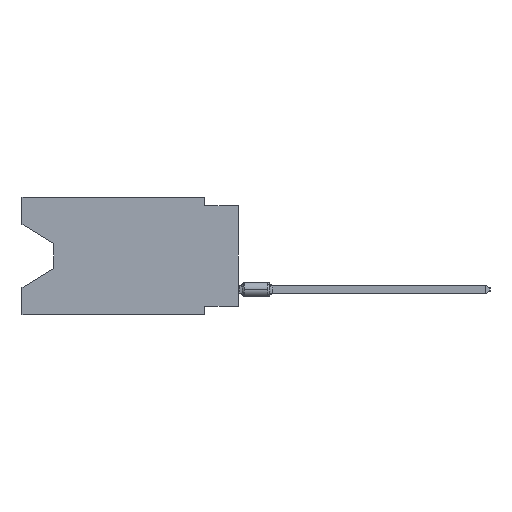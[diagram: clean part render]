
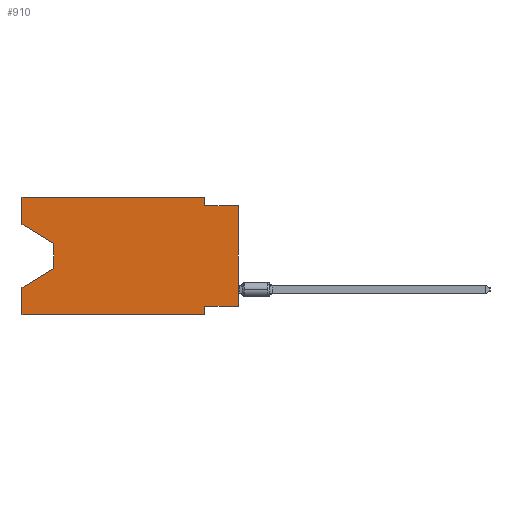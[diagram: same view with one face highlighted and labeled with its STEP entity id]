
A CAD part, left-side view. The second image highlights one B-rep face of the part: STEP entity #910.
In plain terms, the highlighted planar face has unit normal (-1, 0, 0).
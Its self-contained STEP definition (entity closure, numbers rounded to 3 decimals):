
#135 = EDGE_CURVE ( 'NONE', #21450, #11123, #23283, .T. ) ;
#565 = LINE ( 'NONE', #24720, #38976 ) ;
#839 = VERTEX_POINT ( 'NONE', #13736 ) ;
#910 = ADVANCED_FACE ( 'NONE', ( #39219 ), #35450, .F. ) ;
#1871 = CARTESIAN_POINT ( 'NONE',  ( 0., 2.54, 0. ) ) ;
#2054 = CARTESIAN_POINT ( 'NONE',  ( 0., 0., -0.635 ) ) ;
#2498 = LINE ( 'NONE', #20418, #13956 ) ;
#3231 = EDGE_CURVE ( 'NONE', #24911, #34074, #19962, .T. ) ;
#3271 = EDGE_CURVE ( 'NONE', #839, #15135, #19755, .T. ) ;
#4828 = VERTEX_POINT ( 'NONE', #25848 ) ;
#5172 = ORIENTED_EDGE ( 'NONE', *, *, #28457, .F. ) ;
#5408 = ORIENTED_EDGE ( 'NONE', *, *, #3231, .T. ) ;
#6271 = EDGE_CURVE ( 'NONE', #9267, #24911, #27515, .T. ) ;
#6656 = CARTESIAN_POINT ( 'NONE',  ( 0., 2.54, -8.89 ) ) ;
#7377 = DIRECTION ( 'NONE',  ( 0., 0., -1. ) ) ;
#7888 = DIRECTION ( 'NONE',  ( 1., 0., 0. ) ) ;
#8121 = EDGE_CURVE ( 'NONE', #15135, #4828, #25696, .T. ) ;
#8578 = DIRECTION ( 'NONE',  ( 0., 0., 1. ) ) ;
#8836 = ORIENTED_EDGE ( 'NONE', *, *, #6271, .T. ) ;
#8960 = ORIENTED_EDGE ( 'NONE', *, *, #33796, .T. ) ;
#9078 = ORIENTED_EDGE ( 'NONE', *, *, #14452, .F. ) ;
#9226 = DIRECTION ( 'NONE',  ( 0., 1., 0. ) ) ;
#9267 = VERTEX_POINT ( 'NONE', #33827 ) ;
#10019 = ORIENTED_EDGE ( 'NONE', *, *, #14492, .F. ) ;
#10283 = VECTOR ( 'NONE', #15615, 1000. ) ;
#11123 = VERTEX_POINT ( 'NONE', #2054 ) ;
#11461 = LINE ( 'NONE', #30361, #21623 ) ;
#11564 = CARTESIAN_POINT ( 'NONE',  ( 0., 16.383, -6.852 ) ) ;
#11771 = VECTOR ( 'NONE', #27721, 1000. ) ;
#12037 = CARTESIAN_POINT ( 'NONE',  ( 0., 16.383, 0. ) ) ;
#13736 = CARTESIAN_POINT ( 'NONE',  ( 0., 16.383, 0. ) ) ;
#13916 = CARTESIAN_POINT ( 'NONE',  ( 0., 16.383, 0. ) ) ;
#13922 = VECTOR ( 'NONE', #9226, 1000. ) ;
#13956 = VECTOR ( 'NONE', #29681, 1000. ) ;
#14422 = LINE ( 'NONE', #21857, #10283 ) ;
#14452 = EDGE_CURVE ( 'NONE', #4828, #11123, #11461, .T. ) ;
#14492 = EDGE_CURVE ( 'NONE', #21450, #15576, #23534, .T. ) ;
#14818 = CARTESIAN_POINT ( 'NONE',  ( 0., 0., 0. ) ) ;
#15079 = VERTEX_POINT ( 'NONE', #32386 ) ;
#15135 = VERTEX_POINT ( 'NONE', #1871 ) ;
#15444 = CARTESIAN_POINT ( 'NONE',  ( 0., 13.97, -3.505 ) ) ;
#15513 = CARTESIAN_POINT ( 'NONE',  ( 0., 16.383, -8.89 ) ) ;
#15576 = VERTEX_POINT ( 'NONE', #26779 ) ;
#15615 = DIRECTION ( 'NONE',  ( 0., -1., 0. ) ) ;
#15734 = VECTOR ( 'NONE', #37877, 1000. ) ;
#15878 = CARTESIAN_POINT ( 'NONE',  ( 0., 2.54, -8.89 ) ) ;
#16775 = CARTESIAN_POINT ( 'NONE',  ( 0., 0., -8.255 ) ) ;
#16943 = CARTESIAN_POINT ( 'NONE',  ( 0., 13.97, -5.385 ) ) ;
#18313 = VECTOR ( 'NONE', #38072, 1000. ) ;
#18759 = AXIS2_PLACEMENT_3D ( 'NONE', #12037, #7888, #36381 ) ;
#18812 = ORIENTED_EDGE ( 'NONE', *, *, #3271, .F. ) ;
#18889 = DIRECTION ( 'NONE',  ( 0., 0., 1. ) ) ;
#19755 = LINE ( 'NONE', #13916, #18313 ) ;
#19962 = LINE ( 'NONE', #16943, #15734 ) ;
#20418 = CARTESIAN_POINT ( 'NONE',  ( 0., 16.383, 0. ) ) ;
#20772 = VERTEX_POINT ( 'NONE', #15878 ) ;
#21063 = VECTOR ( 'NONE', #21386, 1000. ) ;
#21386 = DIRECTION ( 'NONE',  ( 0., -0.855, -0.519 ) ) ;
#21450 = VERTEX_POINT ( 'NONE', #16775 ) ;
#21623 = VECTOR ( 'NONE', #33386, 1000. ) ;
#21857 = CARTESIAN_POINT ( 'NONE',  ( 0., 16.383, -8.89 ) ) ;
#23077 = ORIENTED_EDGE ( 'NONE', *, *, #28851, .F. ) ;
#23139 = ORIENTED_EDGE ( 'NONE', *, *, #135, .T. ) ;
#23283 = LINE ( 'NONE', #14818, #31533 ) ;
#23534 = LINE ( 'NONE', #35797, #13922 ) ;
#24604 = CARTESIAN_POINT ( 'NONE',  ( 0., 16.383, -2.038 ) ) ;
#24720 = CARTESIAN_POINT ( 'NONE',  ( 0., 16.383, 0. ) ) ;
#24911 = VERTEX_POINT ( 'NONE', #30990 ) ;
#25050 = ORIENTED_EDGE ( 'NONE', *, *, #38073, .T. ) ;
#25487 = VECTOR ( 'NONE', #30998, 1000. ) ;
#25696 = LINE ( 'NONE', #37974, #31699 ) ;
#25848 = CARTESIAN_POINT ( 'NONE',  ( 0., 2.54, -0.635 ) ) ;
#26338 = EDGE_LOOP ( 'NONE', ( #25050, #8836, #5408, #5172, #8960, #23077, #10019, #23139, #9078, #33318, #18812, #36272 ) ) ;
#26443 = VERTEX_POINT ( 'NONE', #15513 ) ;
#26779 = CARTESIAN_POINT ( 'NONE',  ( 0., 2.54, -8.255 ) ) ;
#27515 = LINE ( 'NONE', #15444, #11771 ) ;
#27721 = DIRECTION ( 'NONE',  ( 0., 0., -1. ) ) ;
#28390 = LINE ( 'NONE', #6656, #25487 ) ;
#28457 = EDGE_CURVE ( 'NONE', #26443, #34074, #565, .T. ) ;
#28851 = EDGE_CURVE ( 'NONE', #15576, #20772, #28390, .T. ) ;
#29681 = DIRECTION ( 'NONE',  ( 0., 0., 1. ) ) ;
#30361 = CARTESIAN_POINT ( 'NONE',  ( 0., 0., -0.635 ) ) ;
#30990 = CARTESIAN_POINT ( 'NONE',  ( 0., 13.97, -5.385 ) ) ;
#30998 = DIRECTION ( 'NONE',  ( 0., 0., -1. ) ) ;
#31129 = EDGE_CURVE ( 'NONE', #15079, #839, #2498, .T. ) ;
#31533 = VECTOR ( 'NONE', #8578, 1000. ) ;
#31699 = VECTOR ( 'NONE', #7377, 1000. ) ;
#32386 = CARTESIAN_POINT ( 'NONE',  ( 0., 16.383, -2.038 ) ) ;
#33318 = ORIENTED_EDGE ( 'NONE', *, *, #8121, .F. ) ;
#33386 = DIRECTION ( 'NONE',  ( 0., -1., 0. ) ) ;
#33796 = EDGE_CURVE ( 'NONE', #26443, #20772, #14422, .T. ) ;
#33827 = CARTESIAN_POINT ( 'NONE',  ( 0., 13.97, -3.505 ) ) ;
#34074 = VERTEX_POINT ( 'NONE', #11564 ) ;
#35450 = PLANE ( 'NONE',  #18759 ) ;
#35797 = CARTESIAN_POINT ( 'NONE',  ( 0., 0., -8.255 ) ) ;
#36272 = ORIENTED_EDGE ( 'NONE', *, *, #31129, .F. ) ;
#36381 = DIRECTION ( 'NONE',  ( 0., 0., -1. ) ) ;
#36466 = LINE ( 'NONE', #24604, #21063 ) ;
#37877 = DIRECTION ( 'NONE',  ( 0., 0.855, -0.519 ) ) ;
#37974 = CARTESIAN_POINT ( 'NONE',  ( 0., 2.54, 0. ) ) ;
#38072 = DIRECTION ( 'NONE',  ( 0., -1., 0. ) ) ;
#38073 = EDGE_CURVE ( 'NONE', #15079, #9267, #36466, .T. ) ;
#38976 = VECTOR ( 'NONE', #18889, 1000. ) ;
#39219 = FACE_OUTER_BOUND ( 'NONE', #26338, .T. ) ;
